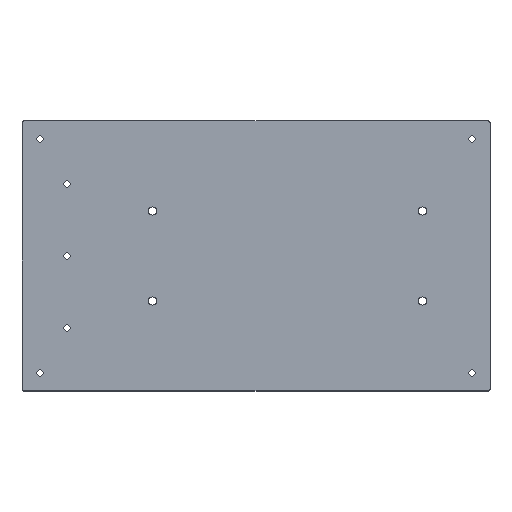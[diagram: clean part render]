
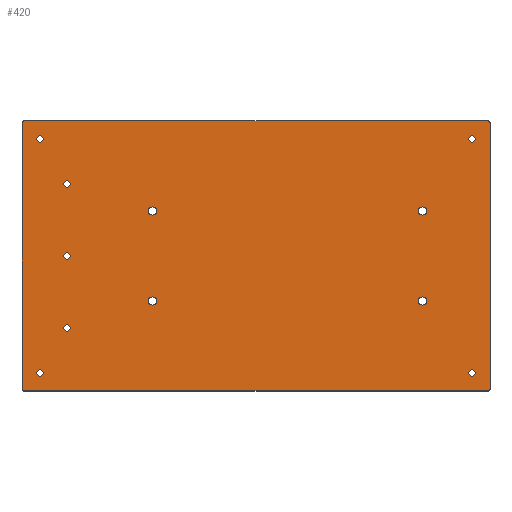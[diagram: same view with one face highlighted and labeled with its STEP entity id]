
A CAD part, top view. The second image highlights one B-rep face of the part: STEP entity #420.
In plain terms, the highlighted planar face has unit normal (0, 0, 1).
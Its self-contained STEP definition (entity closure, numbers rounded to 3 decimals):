
#41=FACE_BOUND('',#120,.T.);
#42=FACE_BOUND('',#121,.T.);
#43=FACE_BOUND('',#122,.T.);
#44=FACE_BOUND('',#123,.T.);
#45=FACE_BOUND('',#124,.T.);
#46=FACE_BOUND('',#125,.T.);
#47=FACE_BOUND('',#126,.T.);
#48=FACE_BOUND('',#127,.T.);
#49=FACE_BOUND('',#128,.T.);
#50=FACE_BOUND('',#129,.T.);
#51=FACE_BOUND('',#130,.T.);
#67=CIRCLE('',#471,1.);
#68=CIRCLE('',#472,1.);
#69=CIRCLE('',#473,1.);
#70=CIRCLE('',#474,1.);
#71=CIRCLE('',#475,1.7);
#72=CIRCLE('',#476,1.7);
#73=CIRCLE('',#477,1.7);
#74=CIRCLE('',#478,2.25);
#75=CIRCLE('',#479,2.25);
#76=CIRCLE('',#480,2.25);
#77=CIRCLE('',#481,2.25);
#78=CIRCLE('',#482,1.7);
#79=CIRCLE('',#483,1.7);
#80=CIRCLE('',#484,1.7);
#81=CIRCLE('',#485,1.7);
#87=FACE_OUTER_BOUND('',#119,.T.);
#119=EDGE_LOOP('',(#330,#331,#332,#333,#334,#335,#336,#337));
#120=EDGE_LOOP('',(#338));
#121=EDGE_LOOP('',(#339));
#122=EDGE_LOOP('',(#340));
#123=EDGE_LOOP('',(#341));
#124=EDGE_LOOP('',(#342));
#125=EDGE_LOOP('',(#343));
#126=EDGE_LOOP('',(#344));
#127=EDGE_LOOP('',(#345));
#128=EDGE_LOOP('',(#346));
#129=EDGE_LOOP('',(#347));
#130=EDGE_LOOP('',(#348));
#146=LINE('',#636,#173);
#152=LINE('',#649,#179);
#156=LINE('',#658,#183);
#158=LINE('',#663,#185);
#173=VECTOR('',#505,1000.);
#179=VECTOR('',#513,1000.);
#183=VECTOR('',#519,1000.);
#185=VECTOR('',#523,1000.);
#200=VERTEX_POINT('',#634);
#201=VERTEX_POINT('',#635);
#206=VERTEX_POINT('',#646);
#207=VERTEX_POINT('',#648);
#210=VERTEX_POINT('',#655);
#211=VERTEX_POINT('',#657);
#212=VERTEX_POINT('',#661);
#213=VERTEX_POINT('',#662);
#227=VERTEX_POINT('',#701);
#228=VERTEX_POINT('',#703);
#229=VERTEX_POINT('',#705);
#230=VERTEX_POINT('',#707);
#231=VERTEX_POINT('',#709);
#232=VERTEX_POINT('',#711);
#233=VERTEX_POINT('',#713);
#234=VERTEX_POINT('',#715);
#235=VERTEX_POINT('',#717);
#236=VERTEX_POINT('',#719);
#237=VERTEX_POINT('',#721);
#238=EDGE_CURVE('',#200,#201,#146,.T.);
#244=EDGE_CURVE('',#206,#207,#152,.T.);
#248=EDGE_CURVE('',#210,#211,#156,.T.);
#250=EDGE_CURVE('',#212,#213,#158,.T.);
#269=EDGE_CURVE('',#206,#200,#67,.F.);
#270=EDGE_CURVE('',#201,#212,#68,.F.);
#271=EDGE_CURVE('',#213,#211,#69,.F.);
#272=EDGE_CURVE('',#210,#207,#70,.F.);
#273=EDGE_CURVE('',#227,#227,#71,.T.);
#274=EDGE_CURVE('',#228,#228,#72,.T.);
#275=EDGE_CURVE('',#229,#229,#73,.T.);
#276=EDGE_CURVE('',#230,#230,#74,.F.);
#277=EDGE_CURVE('',#231,#231,#75,.F.);
#278=EDGE_CURVE('',#232,#232,#76,.F.);
#279=EDGE_CURVE('',#233,#233,#77,.F.);
#280=EDGE_CURVE('',#234,#234,#78,.T.);
#281=EDGE_CURVE('',#235,#235,#79,.T.);
#282=EDGE_CURVE('',#236,#236,#80,.T.);
#283=EDGE_CURVE('',#237,#237,#81,.T.);
#330=ORIENTED_EDGE('',*,*,#244,.F.);
#331=ORIENTED_EDGE('',*,*,#269,.T.);
#332=ORIENTED_EDGE('',*,*,#238,.T.);
#333=ORIENTED_EDGE('',*,*,#270,.T.);
#334=ORIENTED_EDGE('',*,*,#250,.T.);
#335=ORIENTED_EDGE('',*,*,#271,.T.);
#336=ORIENTED_EDGE('',*,*,#248,.F.);
#337=ORIENTED_EDGE('',*,*,#272,.T.);
#338=ORIENTED_EDGE('',*,*,#273,.T.);
#339=ORIENTED_EDGE('',*,*,#274,.T.);
#340=ORIENTED_EDGE('',*,*,#275,.T.);
#341=ORIENTED_EDGE('',*,*,#276,.F.);
#342=ORIENTED_EDGE('',*,*,#277,.F.);
#343=ORIENTED_EDGE('',*,*,#278,.F.);
#344=ORIENTED_EDGE('',*,*,#279,.F.);
#345=ORIENTED_EDGE('',*,*,#280,.T.);
#346=ORIENTED_EDGE('',*,*,#281,.T.);
#347=ORIENTED_EDGE('',*,*,#282,.T.);
#348=ORIENTED_EDGE('',*,*,#283,.T.);
#414=PLANE('',#470);
#420=ADVANCED_FACE('',(#87,#41,#42,#43,#44,#45,#46,#47,#48,#49,#50,#51),
#414,.F.);
#470=AXIS2_PLACEMENT_3D('',#696,#559,#560);
#471=AXIS2_PLACEMENT_3D('',#697,#561,#562);
#472=AXIS2_PLACEMENT_3D('',#698,#563,#564);
#473=AXIS2_PLACEMENT_3D('',#699,#565,#566);
#474=AXIS2_PLACEMENT_3D('',#700,#567,#568);
#475=AXIS2_PLACEMENT_3D('',#702,#569,#570);
#476=AXIS2_PLACEMENT_3D('',#704,#571,#572);
#477=AXIS2_PLACEMENT_3D('',#706,#573,#574);
#478=AXIS2_PLACEMENT_3D('',#708,#575,#576);
#479=AXIS2_PLACEMENT_3D('',#710,#577,#578);
#480=AXIS2_PLACEMENT_3D('',#712,#579,#580);
#481=AXIS2_PLACEMENT_3D('',#714,#581,#582);
#482=AXIS2_PLACEMENT_3D('',#716,#583,#584);
#483=AXIS2_PLACEMENT_3D('',#718,#585,#586);
#484=AXIS2_PLACEMENT_3D('',#720,#587,#588);
#485=AXIS2_PLACEMENT_3D('',#722,#589,#590);
#505=DIRECTION('',(-1.,0.,0.));
#513=DIRECTION('',(0.,-1.,0.));
#519=DIRECTION('',(-1.,0.,0.));
#523=DIRECTION('',(0.,-1.,0.));
#559=DIRECTION('center_axis',(0.,0.,-1.));
#560=DIRECTION('ref_axis',(1.,0.,0.));
#561=DIRECTION('center_axis',(0.,0.,-1.));
#562=DIRECTION('ref_axis',(0.,1.,0.));
#563=DIRECTION('center_axis',(0.,0.,-1.));
#564=DIRECTION('ref_axis',(0.,1.,0.));
#565=DIRECTION('center_axis',(0.,0.,-1.));
#566=DIRECTION('ref_axis',(0.,1.,0.));
#567=DIRECTION('center_axis',(0.,0.,-1.));
#568=DIRECTION('ref_axis',(0.,1.,0.));
#569=DIRECTION('center_axis',(0.,0.,-1.));
#570=DIRECTION('ref_axis',(0.,1.,0.));
#571=DIRECTION('center_axis',(0.,0.,-1.));
#572=DIRECTION('ref_axis',(0.,1.,0.));
#573=DIRECTION('center_axis',(0.,0.,-1.));
#574=DIRECTION('ref_axis',(0.,1.,0.));
#575=DIRECTION('center_axis',(0.,0.,-1.));
#576=DIRECTION('ref_axis',(0.,1.,0.));
#577=DIRECTION('center_axis',(0.,0.,-1.));
#578=DIRECTION('ref_axis',(0.,1.,0.));
#579=DIRECTION('center_axis',(0.,0.,-1.));
#580=DIRECTION('ref_axis',(0.,1.,0.));
#581=DIRECTION('center_axis',(0.,0.,-1.));
#582=DIRECTION('ref_axis',(0.,1.,0.));
#583=DIRECTION('center_axis',(0.,0.,-1.));
#584=DIRECTION('ref_axis',(0.,1.,0.));
#585=DIRECTION('center_axis',(0.,0.,-1.));
#586=DIRECTION('ref_axis',(0.,1.,0.));
#587=DIRECTION('center_axis',(0.,0.,-1.));
#588=DIRECTION('ref_axis',(0.,1.,0.));
#589=DIRECTION('center_axis',(0.,0.,-1.));
#590=DIRECTION('ref_axis',(0.,1.,0.));
#634=CARTESIAN_POINT('',(129.,75.,4.));
#635=CARTESIAN_POINT('',(-129.,75.,4.));
#636=CARTESIAN_POINT('',(0.,75.,4.));
#646=CARTESIAN_POINT('',(130.,74.,4.));
#648=CARTESIAN_POINT('',(130.,-74.,4.));
#649=CARTESIAN_POINT('',(130.,0.,4.));
#655=CARTESIAN_POINT('',(129.,-75.,4.));
#657=CARTESIAN_POINT('',(-129.,-75.,4.));
#658=CARTESIAN_POINT('',(0.,-75.,4.));
#661=CARTESIAN_POINT('',(-130.,74.,4.));
#662=CARTESIAN_POINT('',(-130.,-74.,4.));
#663=CARTESIAN_POINT('',(-130.,0.,4.));
#696=CARTESIAN_POINT('Origin',(0.,0.,
4.));
#697=CARTESIAN_POINT('Origin',(129.,74.,4.));
#698=CARTESIAN_POINT('Origin',(-129.,74.,4.));
#699=CARTESIAN_POINT('Origin',(-129.,-74.,4.));
#700=CARTESIAN_POINT('Origin',(129.,-74.,4.));
#701=CARTESIAN_POINT('',(-105.,38.3,4.));
#702=CARTESIAN_POINT('Origin',(-105.,40.,4.));
#703=CARTESIAN_POINT('',(-105.,-1.7,4.));
#704=CARTESIAN_POINT('Origin',(-105.,0.,4.));
#705=CARTESIAN_POINT('',(-105.,-41.7,4.));
#706=CARTESIAN_POINT('Origin',(-105.,-40.,4.));
#707=CARTESIAN_POINT('',(92.5,-22.75,4.));
#708=CARTESIAN_POINT('Origin',(92.5,-25.,4.));
#709=CARTESIAN_POINT('',(92.5,27.25,4.));
#710=CARTESIAN_POINT('Origin',(92.5,25.,4.));
#711=CARTESIAN_POINT('',(-57.5,27.25,4.));
#712=CARTESIAN_POINT('Origin',(-57.5,25.,4.));
#713=CARTESIAN_POINT('',(-57.5,-22.75,4.));
#714=CARTESIAN_POINT('Origin',(-57.5,-25.,4.));
#715=CARTESIAN_POINT('',(-120.,-66.7,4.));
#716=CARTESIAN_POINT('Origin',(-120.,-65.,4.));
#717=CARTESIAN_POINT('',(-120.,63.3,4.));
#718=CARTESIAN_POINT('Origin',(-120.,65.,4.));
#719=CARTESIAN_POINT('',(120.,63.3,4.));
#720=CARTESIAN_POINT('Origin',(120.,65.,4.));
#721=CARTESIAN_POINT('',(120.,-66.7,4.));
#722=CARTESIAN_POINT('Origin',(120.,-65.,4.));
